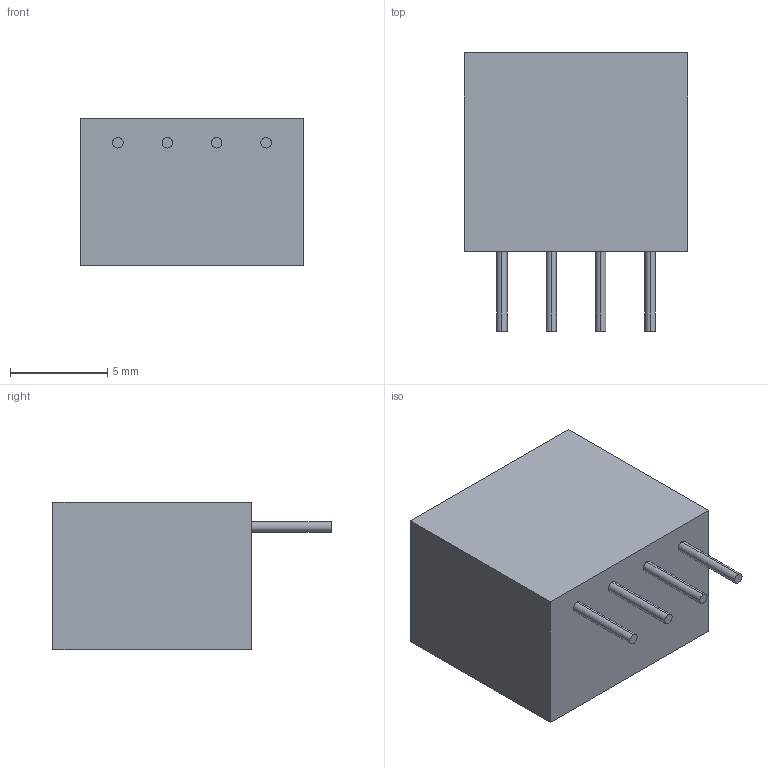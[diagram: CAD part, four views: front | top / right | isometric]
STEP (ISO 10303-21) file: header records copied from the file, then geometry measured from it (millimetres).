
FILE_DESCRIPTION (( 'STEP AP214' ), '1' );
FILE_NAME ('ridc-dc.STEP', '2019-05-19T11:47:26', ( '' ), ( '' ), 'SwSTEP 2.0', 'SolidWorks 2018', '' );
FILE_SCHEMA (( 'AUTOMOTIVE_DESIGN' ));
Length unit declared in the file: millimetre
Products named in the file (1): ridc-dc
Bounding box: 11.5 x 14.31 x 7.6 mm (x, y, z)
Volume: 895.3 mm3; surface area: 592.8 mm2
Topology: 1 solids, 1 shells, 110 faces, 282 edges, 188 vertices
Faces by surface type: plane 74, bspline 28, cylinder 8
Entity records: 5029 total; most frequent: CARTESIAN_POINT 2193, ORIENTED_EDGE 564, DIRECTION 408, EDGE_CURVE 282, LINE 210, VECTOR 210, VERTEX_POINT 188, EDGE_LOOP 124
